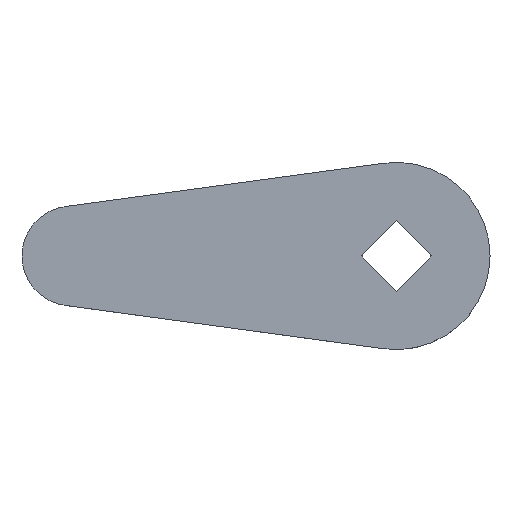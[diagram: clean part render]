
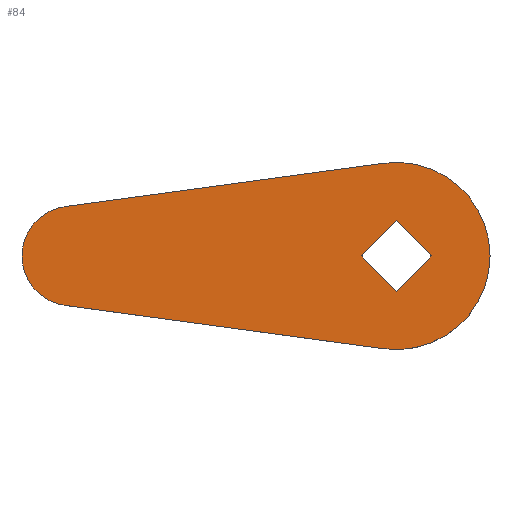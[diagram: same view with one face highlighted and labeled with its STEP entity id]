
A CAD part, top view. The second image highlights one B-rep face of the part: STEP entity #84.
In plain terms, the highlighted planar face has unit normal (0, 0, 1).
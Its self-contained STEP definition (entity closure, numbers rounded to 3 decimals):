
#1 = VERTEX_POINT ( 'NONE', #135 ) ;
#2 = VERTEX_POINT ( 'NONE', #132 ) ;
#3 = VERTEX_POINT ( 'NONE', #131 ) ;
#4 = ORIENTED_EDGE ( 'NONE', *, *, #5, .F. ) ;
#5 = EDGE_CURVE ( 'NONE', #6, #3, #130, .T. ) ;
#6 = VERTEX_POINT ( 'NONE', #174 ) ;
#7 = ORIENTED_EDGE ( 'NONE', *, *, #8, .F. ) ;
#8 = EDGE_CURVE ( 'NONE', #44, #6, #156, .T. ) ;
#12 = ORIENTED_EDGE ( 'NONE', *, *, #26, .T. ) ;
#13 = ORIENTED_EDGE ( 'NONE', *, *, #134, .T. ) ;
#14 = EDGE_CURVE ( 'NONE', #16, #2, #220, .T. ) ;
#15 = ORIENTED_EDGE ( 'NONE', *, *, #14, .T. ) ;
#16 = VERTEX_POINT ( 'NONE', #221 ) ;
#19 = EDGE_CURVE ( 'NONE', #89, #16, #228, .T. ) ;
#26 = EDGE_CURVE ( 'NONE', #1, #88, #230, .T. ) ;
#27 = EDGE_LOOP ( 'NONE', ( #41, #45, #4, #7 ) ) ;
#41 = ORIENTED_EDGE ( 'NONE', *, *, #42, .F. ) ;
#42 = EDGE_CURVE ( 'NONE', #43, #44, #240, .T. ) ;
#43 = VERTEX_POINT ( 'NONE', #236 ) ;
#44 = VERTEX_POINT ( 'NONE', #235 ) ;
#45 = ORIENTED_EDGE ( 'NONE', *, *, #46, .F. ) ;
#46 = EDGE_CURVE ( 'NONE', #3, #43, #234, .T. ) ;
#84 = ADVANCED_FACE ( 'NONE', ( #278, #277 ), #289, .T. ) ;
#85 = EDGE_LOOP ( 'NONE', ( #86, #90, #15, #13, #12 ) ) ;
#86 = ORIENTED_EDGE ( 'NONE', *, *, #87, .T. ) ;
#87 = EDGE_CURVE ( 'NONE', #88, #89, #308, .T. ) ;
#88 = VERTEX_POINT ( 'NONE', #266 ) ;
#89 = VERTEX_POINT ( 'NONE', #265 ) ;
#90 = ORIENTED_EDGE ( 'NONE', *, *, #19, .T. ) ;
#127 = DIRECTION ( 'NONE',  ( -0.707, -0.707, 0. ) ) ;
#128 = VECTOR ( 'NONE', #127, 1000. ) ;
#129 = CARTESIAN_POINT ( 'NONE',  ( -5.657, 0., 2. ) ) ;
#130 = LINE ( 'NONE', #129, #128 ) ;
#131 = CARTESIAN_POINT ( 'NONE',  ( -5.657, 0., 2. ) ) ;
#132 = CARTESIAN_POINT ( 'NONE',  ( -60., 0., 2. ) ) ;
#134 = EDGE_CURVE ( 'NONE', #2, #1, #294, .T. ) ;
#135 = CARTESIAN_POINT ( 'NONE',  ( -53.077, -7.927, 2. ) ) ;
#156 = LINE ( 'NONE', #242, #241 ) ;
#174 = CARTESIAN_POINT ( 'NONE',  ( 0., 5.657, 2. ) ) ;
#177 = DIRECTION ( 'NONE',  ( -0.707, 0.707, 0. ) ) ;
#203 = DIRECTION ( 'NONE',  ( 0.991, -0.135, 0. ) ) ;
#204 = VECTOR ( 'NONE', #203, 1000. ) ;
#209 = CARTESIAN_POINT ( 'NONE',  ( -52., 0., 2. ) ) ;
#220 = CIRCLE ( 'NONE', #224, 8. ) ;
#221 = CARTESIAN_POINT ( 'NONE',  ( -53.077, 7.927, 2. ) ) ;
#222 = DIRECTION ( 'NONE',  ( 1., 0., 0. ) ) ;
#223 = DIRECTION ( 'NONE',  ( 0., 0., 1. ) ) ;
#224 = AXIS2_PLACEMENT_3D ( 'NONE', #209, #223, #222 ) ;
#225 = DIRECTION ( 'NONE',  ( -0.991, -0.135, 0. ) ) ;
#226 = VECTOR ( 'NONE', #225, 1000. ) ;
#227 = CARTESIAN_POINT ( 'NONE',  ( -53.077, 7.927, 2. ) ) ;
#228 = LINE ( 'NONE', #227, #226 ) ;
#229 = CARTESIAN_POINT ( 'NONE',  ( -53.077, -7.927, 2. ) ) ;
#230 = LINE ( 'NONE', #229, #204 ) ;
#231 = DIRECTION ( 'NONE',  ( 0.707, -0.707, 0. ) ) ;
#232 = VECTOR ( 'NONE', #231, 1000. ) ;
#233 = CARTESIAN_POINT ( 'NONE',  ( -5.657, 0., 2. ) ) ;
#234 = LINE ( 'NONE', #233, #232 ) ;
#235 = CARTESIAN_POINT ( 'NONE',  ( 5.657, 0., 2. ) ) ;
#236 = CARTESIAN_POINT ( 'NONE',  ( 0., -5.657, 2. ) ) ;
#237 = DIRECTION ( 'NONE',  ( 0.707, 0.707, 0. ) ) ;
#238 = VECTOR ( 'NONE', #237, 1000. ) ;
#239 = CARTESIAN_POINT ( 'NONE',  ( 0., -5.657, 2. ) ) ;
#240 = LINE ( 'NONE', #239, #238 ) ;
#241 = VECTOR ( 'NONE', #177, 1000. ) ;
#242 = CARTESIAN_POINT ( 'NONE',  ( 0., 5.657, 2. ) ) ;
#265 = CARTESIAN_POINT ( 'NONE',  ( -2.019, 14.863, 2. ) ) ;
#266 = CARTESIAN_POINT ( 'NONE',  ( -2.019, -14.863, 2. ) ) ;
#267 = DIRECTION ( 'NONE',  ( 1., 0., 0. ) ) ;
#277 = FACE_BOUND ( 'NONE', #27, .T. ) ;
#278 = FACE_OUTER_BOUND ( 'NONE', #85, .T. ) ;
#282 = DIRECTION ( 'NONE',  ( 0., 0., 1. ) ) ;
#283 = CARTESIAN_POINT ( 'NONE',  ( 0., 0., 2. ) ) ;
#284 = AXIS2_PLACEMENT_3D ( 'NONE', #283, #282, #288 ) ;
#288 = DIRECTION ( 'NONE',  ( 1., 0., 0. ) ) ;
#289 = PLANE ( 'NONE',  #284 ) ;
#291 = DIRECTION ( 'NONE',  ( 1., 0., 0. ) ) ;
#292 = DIRECTION ( 'NONE',  ( 0., 0., 1. ) ) ;
#293 = AXIS2_PLACEMENT_3D ( 'NONE', #300, #292, #291 ) ;
#294 = CIRCLE ( 'NONE', #293, 8. ) ;
#300 = CARTESIAN_POINT ( 'NONE',  ( -52., 0., 2. ) ) ;
#305 = DIRECTION ( 'NONE',  ( 0., 0., 1. ) ) ;
#306 = CARTESIAN_POINT ( 'NONE',  ( 0., 0., 2. ) ) ;
#307 = AXIS2_PLACEMENT_3D ( 'NONE', #306, #305, #267 ) ;
#308 = CIRCLE ( 'NONE', #307, 15. ) ;
